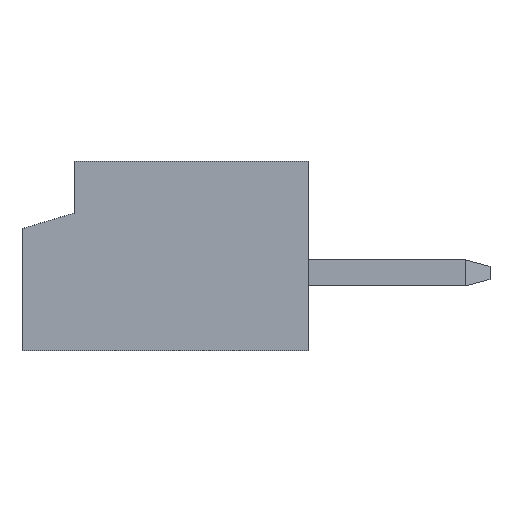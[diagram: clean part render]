
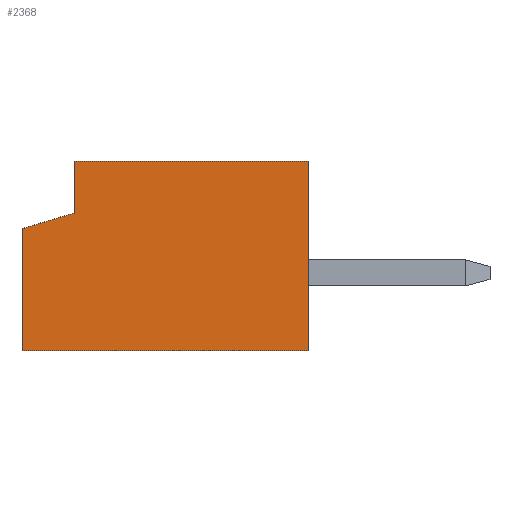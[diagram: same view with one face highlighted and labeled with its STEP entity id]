
A CAD part, left-side view. The second image highlights one B-rep face of the part: STEP entity #2368.
In plain terms, the highlighted planar face has unit normal (-1, 0, 0).
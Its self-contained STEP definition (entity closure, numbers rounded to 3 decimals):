
#33=DIRECTION('',(0.,-1.,0.));
#34=VECTOR('',#33,5.5);
#35=CARTESIAN_POINT('',(-3.,2.75,-1.825));
#36=LINE('',#35,#34);
#289=DIRECTION('',(0.,-1.,0.));
#290=VECTOR('',#289,4.5);
#291=CARTESIAN_POINT('',(-3.,1.75,1.825));
#292=LINE('',#291,#290);
#381=DIRECTION('',(0.,0.,1.));
#382=VECTOR('',#381,3.65);
#383=CARTESIAN_POINT('',(-3.,-2.75,-1.825));
#384=LINE('',#383,#382);
#597=DIRECTION('',(0.,0.,-1.));
#598=VECTOR('',#597,1.);
#599=CARTESIAN_POINT('',(-3.,1.75,1.825));
#600=LINE('',#599,#598);
#601=DIRECTION('',(0.,0.,1.));
#602=VECTOR('',#601,2.35);
#603=CARTESIAN_POINT('',(-3.,2.75,-1.825));
#604=LINE('',#603,#602);
#605=DIRECTION('',(0.,0.958,-0.287));
#606=VECTOR('',#605,1.044);
#607=CARTESIAN_POINT('',(-3.,1.75,0.825));
#608=LINE('',#607,#606);
#1181=CARTESIAN_POINT('',(-3.,2.75,-1.825));
#1182=CARTESIAN_POINT('',(-3.,-2.75,-1.825));
#1183=VERTEX_POINT('',#1181);
#1184=VERTEX_POINT('',#1182);
#1189=CARTESIAN_POINT('',(-3.,-2.75,1.825));
#1190=VERTEX_POINT('',#1189);
#1197=CARTESIAN_POINT('',(-3.,1.75,1.825));
#1199=VERTEX_POINT('',#1197);
#1205=CARTESIAN_POINT('',(-3.,1.75,0.825));
#1206=VERTEX_POINT('',#1205);
#1207=CARTESIAN_POINT('',(-3.,2.75,0.525));
#1208=VERTEX_POINT('',#1207);
#2354=CARTESIAN_POINT('',(-3.,2.75,-1.825));
#2355=DIRECTION('',(-1.,0.,0.));
#2356=DIRECTION('',(0.,-1.,0.));
#2357=AXIS2_PLACEMENT_3D('',#2354,#2355,#2356);
#2358=PLANE('',#2357);
#2359=ORIENTED_EDGE('',*,*,#1825,.F.);
#2360=ORIENTED_EDGE('',*,*,#1868,.T.);
#2361=ORIENTED_EDGE('',*,*,#1958,.F.);
#2362=ORIENTED_EDGE('',*,*,#1566,.F.);
#2364=ORIENTED_EDGE('',*,*,#2363,.T.);
#2365=ORIENTED_EDGE('',*,*,#1793,.F.);
#2366=EDGE_LOOP('',(#2359,#2360,#2361,#2362,#2364,#2365));
#2367=FACE_OUTER_BOUND('',#2366,.F.);
#2368=ADVANCED_FACE('',(#2367),#2358,.T.);
#1566=EDGE_CURVE('',#1183,#1184,#36,.T.);
#1793=EDGE_CURVE('',#1206,#1208,#608,.T.);
#1825=EDGE_CURVE('',#1199,#1206,#600,.T.);
#1868=EDGE_CURVE('',#1199,#1190,#292,.T.);
#1958=EDGE_CURVE('',#1184,#1190,#384,.T.);
#2363=EDGE_CURVE('',#1183,#1208,#604,.T.);
